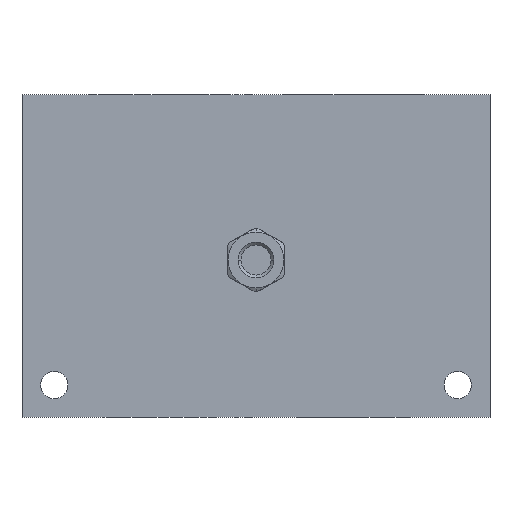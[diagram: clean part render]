
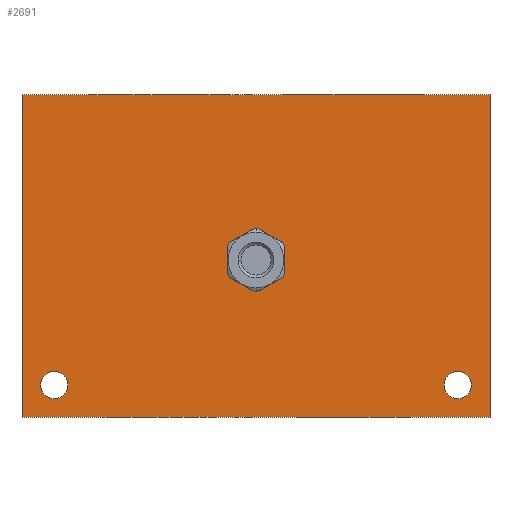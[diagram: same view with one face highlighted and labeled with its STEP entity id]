
A CAD part, front view. The second image highlights one B-rep face of the part: STEP entity #2691.
In plain terms, the highlighted planar face has unit normal (0, -1, 0).
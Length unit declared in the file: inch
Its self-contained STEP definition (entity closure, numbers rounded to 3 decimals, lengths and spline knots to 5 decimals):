
#5=DIRECTION('',(1.,0.,0.));
#6=VECTOR('',#5,7.25);
#7=CARTESIAN_POINT('',(0.,-3.,0.));
#8=LINE('',#7,#6);
#75=DIRECTION('',(0.,0.,1.));
#76=VECTOR('',#75,5.);
#77=CARTESIAN_POINT('',(7.25,-3.,0.));
#78=LINE('',#77,#76);
#89=DIRECTION('',(0.,0.,1.));
#90=VECTOR('',#89,5.);
#91=CARTESIAN_POINT('',(0.,-3.,0.));
#92=LINE('',#91,#90);
#93=CARTESIAN_POINT('',(0.5,-3.,0.5));
#94=DIRECTION('',(0.,1.,0.));
#95=DIRECTION('',(0.,0.,-1.));
#96=AXIS2_PLACEMENT_3D('',#93,#94,#95);
#98=CARTESIAN_POINT('',(0.5,-3.,0.5));
#99=DIRECTION('',(0.,1.,0.));
#100=DIRECTION('',(0.,0.,1.));
#101=AXIS2_PLACEMENT_3D('',#98,#99,#100);
#103=CARTESIAN_POINT('',(6.75,-3.,0.5));
#104=DIRECTION('',(0.,1.,0.));
#105=DIRECTION('',(0.,0.,-1.));
#106=AXIS2_PLACEMENT_3D('',#103,#104,#105);
#108=CARTESIAN_POINT('',(6.75,-3.,0.5));
#109=DIRECTION('',(0.,1.,0.));
#110=DIRECTION('',(0.,0.,1.));
#111=AXIS2_PLACEMENT_3D('',#108,#109,#110);
#113=CARTESIAN_POINT('',(3.625,-3.,2.438));
#114=DIRECTION('',(0.,1.,0.));
#115=DIRECTION('',(0.,0.,-1.));
#116=AXIS2_PLACEMENT_3D('',#113,#114,#115);
#118=CARTESIAN_POINT('',(3.625,-3.,2.438));
#119=DIRECTION('',(0.,1.,0.));
#120=DIRECTION('',(0.,0.,1.));
#121=AXIS2_PLACEMENT_3D('',#118,#119,#120);
#135=DIRECTION('',(1.,0.,0.));
#136=VECTOR('',#135,7.25);
#137=CARTESIAN_POINT('',(0.,-3.,5.));
#138=LINE('',#137,#136);
#2226=CARTESIAN_POINT('',(0.,-3.,0.));
#2228=VERTEX_POINT('',#2226);
#2229=CARTESIAN_POINT('',(7.25,-3.,0.));
#2230=VERTEX_POINT('',#2229);
#2234=CARTESIAN_POINT('',(0.,-3.,5.));
#2236=VERTEX_POINT('',#2234);
#2237=CARTESIAN_POINT('',(7.25,-3.,5.));
#2238=VERTEX_POINT('',#2237);
#2403=CARTESIAN_POINT('',(0.5,-3.,0.289));
#2404=CARTESIAN_POINT('',(0.5,-3.,0.711));
#2405=VERTEX_POINT('',#2403);
#2406=VERTEX_POINT('',#2404);
#2411=CARTESIAN_POINT('',(6.75,-3.,0.289));
#2412=CARTESIAN_POINT('',(6.75,-3.,0.711));
#2413=VERTEX_POINT('',#2411);
#2414=VERTEX_POINT('',#2412);
#2455=CARTESIAN_POINT('',(3.625,-3.,2.8685));
#2456=VERTEX_POINT('',#2455);
#2461=CARTESIAN_POINT('',(3.625,-3.,2.0075));
#2462=VERTEX_POINT('',#2461);
#2661=CARTESIAN_POINT('',(0.,-3.,0.));
#2662=DIRECTION('',(0.,-1.,0.));
#2663=DIRECTION('',(1.,0.,0.));
#2664=AXIS2_PLACEMENT_3D('',#2661,#2662,#2663);
#2665=PLANE('',#2664);
#2666=ORIENTED_EDGE('',*,*,#2573,.F.);
#2667=ORIENTED_EDGE('',*,*,#2604,.T.);
#2669=ORIENTED_EDGE('',*,*,#2668,.T.);
#2670=ORIENTED_EDGE('',*,*,#2647,.F.);
#2671=EDGE_LOOP('',(#2666,#2667,#2669,#2670));
#2672=FACE_OUTER_BOUND('',#2671,.F.);
#2674=ORIENTED_EDGE('',*,*,#2673,.F.);
#2676=ORIENTED_EDGE('',*,*,#2675,.F.);
#2677=EDGE_LOOP('',(#2674,#2676));
#2678=FACE_BOUND('',#2677,.F.);
#2680=ORIENTED_EDGE('',*,*,#2679,.F.);
#2682=ORIENTED_EDGE('',*,*,#2681,.F.);
#2683=EDGE_LOOP('',(#2680,#2682));
#2684=FACE_BOUND('',#2683,.F.);
#2686=ORIENTED_EDGE('',*,*,#2685,.F.);
#2688=ORIENTED_EDGE('',*,*,#2687,.F.);
#2689=EDGE_LOOP('',(#2686,#2688));
#2690=FACE_BOUND('',#2689,.F.);
#2691=ADVANCED_FACE('',(#2672,#2678,#2684,#2690),#2665,.T.);
#97=CIRCLE('',#96,0.211);
#102=CIRCLE('',#101,0.211);
#107=CIRCLE('',#106,0.211);
#112=CIRCLE('',#111,0.211);
#117=CIRCLE('',#116,0.4305);
#122=CIRCLE('',#121,0.4305);
#2573=EDGE_CURVE('',#2228,#2230,#8,.T.);
#2604=EDGE_CURVE('',#2228,#2236,#92,.T.);
#2647=EDGE_CURVE('',#2230,#2238,#78,.T.);
#2668=EDGE_CURVE('',#2236,#2238,#138,.T.);
#2673=EDGE_CURVE('',#2405,#2406,#97,.T.);
#2675=EDGE_CURVE('',#2406,#2405,#102,.T.);
#2679=EDGE_CURVE('',#2413,#2414,#107,.T.);
#2681=EDGE_CURVE('',#2414,#2413,#112,.T.);
#2685=EDGE_CURVE('',#2462,#2456,#117,.T.);
#2687=EDGE_CURVE('',#2456,#2462,#122,.T.);
